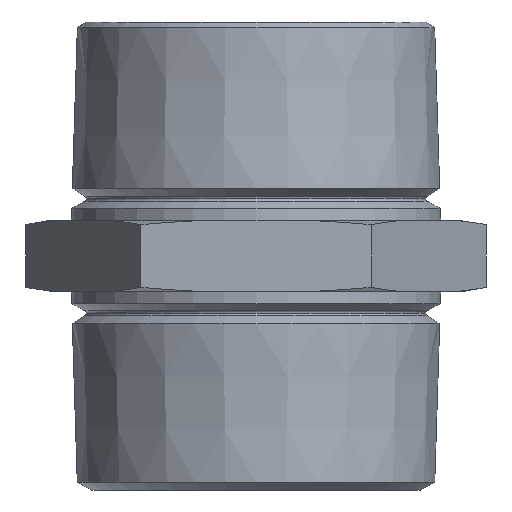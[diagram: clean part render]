
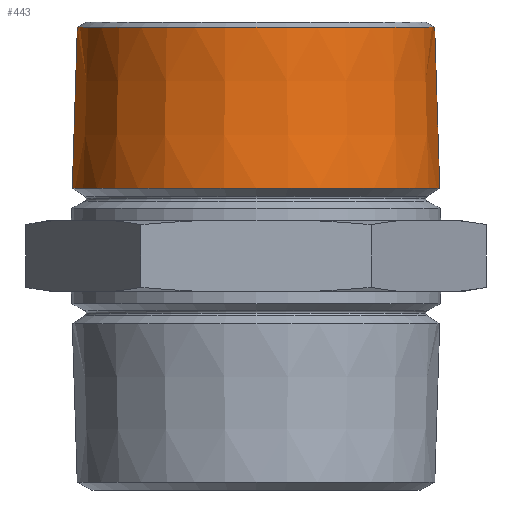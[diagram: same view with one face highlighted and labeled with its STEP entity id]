
A CAD part, front view. The second image highlights one B-rep face of the part: STEP entity #443.
In plain terms, the highlighted conical face has half-angle 1.8 degrees and reference radius 21.315 mm.
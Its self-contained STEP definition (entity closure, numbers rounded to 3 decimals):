
#219 = EDGE_CURVE ( 'NONE', #381, #365, #866, .T. ) ;
#221 = ORIENTED_EDGE ( 'NONE', *, *, #219, .T. ) ;
#357 = VERTEX_POINT ( 'NONE', #1158 ) ;
#365 = VERTEX_POINT ( 'NONE', #1150 ) ;
#381 = VERTEX_POINT ( 'NONE', #1191 ) ;
#391 = VERTEX_POINT ( 'NONE', #1174 ) ;
#409 = EDGE_CURVE ( 'NONE', #357, #365, #1204, .T. ) ;
#414 = EDGE_CURVE ( 'NONE', #391, #381, #1253, .T. ) ;
#443 = ADVANCED_FACE ( 'NONE', ( #1315 ), #1314, .T. ) ;
#444 = EDGE_LOOP ( 'NONE', ( #445, #446, #449, #221 ) ) ;
#445 = ORIENTED_EDGE ( 'NONE', *, *, #409, .F. ) ;
#446 = ORIENTED_EDGE ( 'NONE', *, *, #448, .F. ) ;
#448 = EDGE_CURVE ( 'NONE', #391, #357, #1303, .T. ) ;
#449 = ORIENTED_EDGE ( 'NONE', *, *, #414, .T. ) ;
#862 = DIRECTION ( 'NONE',  ( 1., 0., 0. ) ) ;
#863 = DIRECTION ( 'NONE',  ( 0., 0., 1. ) ) ;
#864 = CARTESIAN_POINT ( 'NONE',  ( 0., 0., 7.808 ) ) ;
#865 = AXIS2_PLACEMENT_3D ( 'NONE', #864, #863, #862 ) ;
#866 = CIRCLE ( 'NONE', #865, 21.198 ) ;
#1150 = CARTESIAN_POINT ( 'NONE',  ( 21.198, 0., 7.808 ) ) ;
#1158 = CARTESIAN_POINT ( 'NONE',  ( 20.615, 0., 26.367 ) ) ;
#1174 = CARTESIAN_POINT ( 'NONE',  ( -20.615, 0., 26.367 ) ) ;
#1191 = CARTESIAN_POINT ( 'NONE',  ( -21.198, 0., 7.808 ) ) ;
#1201 = DIRECTION ( 'NONE',  ( 0.031, 0., -1. ) ) ;
#1202 = VECTOR ( 'NONE', #1201, 1000. ) ;
#1203 = CARTESIAN_POINT ( 'NONE',  ( 21.315, 0., 4.083 ) ) ;
#1204 = LINE ( 'NONE', #1203, #1202 ) ;
#1250 = DIRECTION ( 'NONE',  ( -0.031, 0., -1. ) ) ;
#1251 = VECTOR ( 'NONE', #1250, 1000. ) ;
#1252 = CARTESIAN_POINT ( 'NONE',  ( -21.315, 0., 4.083 ) ) ;
#1253 = LINE ( 'NONE', #1252, #1251 ) ;
#1299 = DIRECTION ( 'NONE',  ( 1., 0., 0. ) ) ;
#1300 = DIRECTION ( 'NONE',  ( 0., 0., 1. ) ) ;
#1301 = CARTESIAN_POINT ( 'NONE',  ( 0., 0., 26.367 ) ) ;
#1302 = AXIS2_PLACEMENT_3D ( 'NONE', #1301, #1300, #1299 ) ;
#1303 = CIRCLE ( 'NONE', #1302, 20.615 ) ;
#1309 = DIRECTION ( 'NONE',  ( -1., 0., 0. ) ) ;
#1310 = DIRECTION ( 'NONE',  ( 0., 0., -1. ) ) ;
#1311 = CARTESIAN_POINT ( 'NONE',  ( 0., 0., 4.083 ) ) ;
#1312 = AXIS2_PLACEMENT_3D ( 'NONE', #1311, #1310, #1309 ) ;
#1314 = CONICAL_SURFACE ( 'NONE', #1312, 21.315, 0.031 ) ;
#1315 = FACE_OUTER_BOUND ( 'NONE', #444, .T. ) ;
